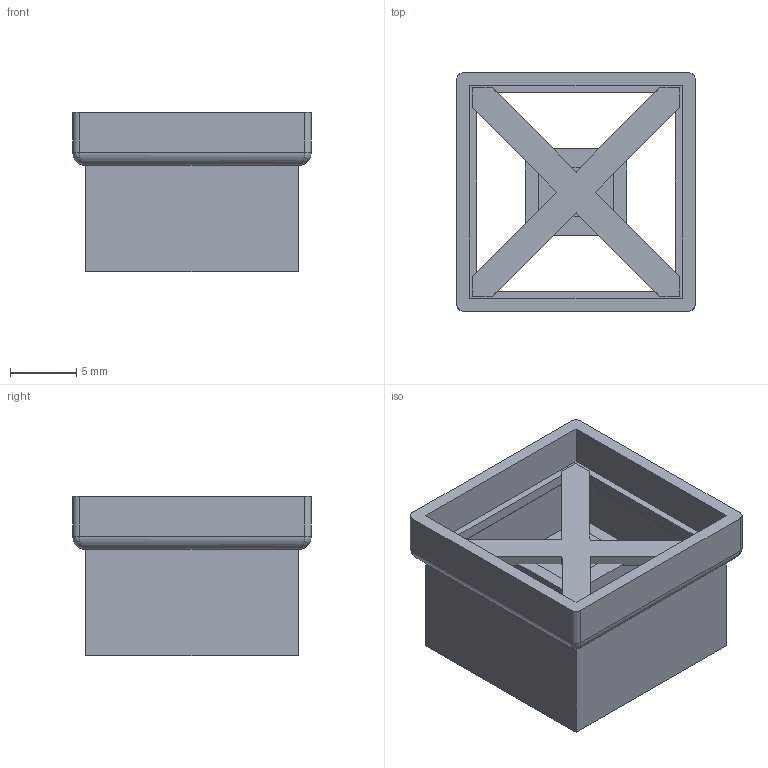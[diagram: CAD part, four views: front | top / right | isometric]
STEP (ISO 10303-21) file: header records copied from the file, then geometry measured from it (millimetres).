
FILE_DESCRIPTION(/* description */ (''),/* implementation_level */ '2;1');
FILE_NAME(/* name */ 'ECM Button Angle Supports v4.step',/* time_stamp */ '2022-01-16T07:27:34+10:00',/* author */ (''),/* organization */ (''),/* preprocessor_version */ 'ST-DEVELOPER v18.1',/* originating_system */ 'Autodesk Translation Framework v10.10.0.1391',/* authorisation */ '');
FILE_SCHEMA (('AUTOMOTIVE_DESIGN { 1 0 10303 214 3 1 1 }'));
Length unit declared in the file: millimetre
Products named in the file (2): ECM Button Angle Supports; PUSH BUTTON SUPPORT
Assembly tree (1 placements, depth 2):
  ECM Button Angle Supports
    PUSH BUTTON SUPPORT
Bounding box: 18 x 18 x 12 mm (x, y, z)
Volume: 807.5 mm3; surface area: 2365.3 mm2
Topology: 4 solids, 4 shells, 140 faces, 379 edges, 246 vertices
Faces by surface type: plane 125, cylinder 11, bspline 4
Full cylindrical faces by diameter (mm): 2.04 x3
Entity records: 4469 total; most frequent: CARTESIAN_POINT 880, ORIENTED_EDGE 750, DIRECTION 675, EDGE_CURVE 375, LINE 353, VECTOR 353, VERTEX_POINT 246, AXIS2_PLACEMENT_3D 161
